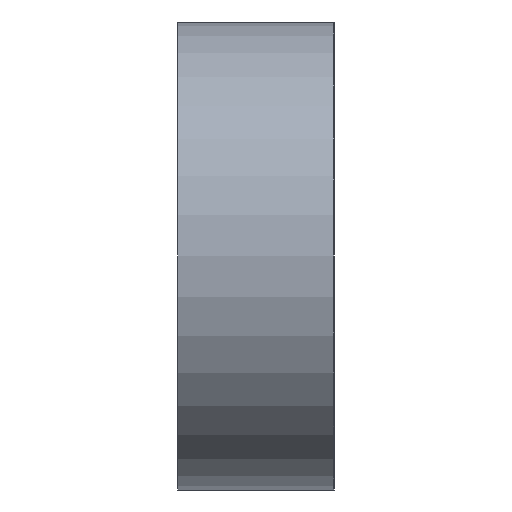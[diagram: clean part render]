
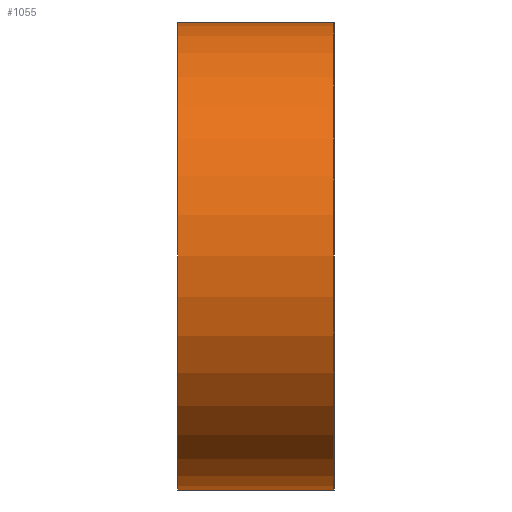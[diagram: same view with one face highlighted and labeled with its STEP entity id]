
A CAD part, left-side view. The second image highlights one B-rep face of the part: STEP entity #1055.
In plain terms, the highlighted cylindrical face has radius 4.763 mm (diameter 9.525 mm), a partial arc.
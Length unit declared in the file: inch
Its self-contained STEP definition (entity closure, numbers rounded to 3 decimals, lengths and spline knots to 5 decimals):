
#23 = CARTESIAN_POINT ( 'NONE',  ( -2.695, 0., 0. ) ) ;
#52 = CARTESIAN_POINT ( 'NONE',  ( -2.695, 0., -0.1875 ) ) ;
#90 = CARTESIAN_POINT ( 'NONE',  ( -2.695, 0.125, -0.1875 ) ) ;
#101 = LINE ( 'NONE', #1176, #1171 ) ;
#168 = ORIENTED_EDGE ( 'NONE', *, *, #210, .T. ) ;
#210 = EDGE_CURVE ( 'NONE', #1259, #442, #734, .T. ) ;
#216 = ORIENTED_EDGE ( 'NONE', *, *, #225, .F. ) ;
#225 = EDGE_CURVE ( 'NONE', #810, #442, #454, .T. ) ;
#233 = EDGE_CURVE ( 'NONE', #562, #810, #675, .T. ) ;
#238 = EDGE_CURVE ( 'NONE', #562, #1259, #101, .T. ) ;
#290 = CARTESIAN_POINT ( 'NONE',  ( -2.695, 0., 0.1875 ) ) ;
#354 = ORIENTED_EDGE ( 'NONE', *, *, #233, .F. ) ;
#377 = CARTESIAN_POINT ( 'NONE',  ( -2.695, 0.125, 0. ) ) ;
#442 = VERTEX_POINT ( 'NONE', #290 ) ;
#454 = LINE ( 'NONE', #498, #1204 ) ;
#490 = DIRECTION ( 'NONE',  ( 0., -1., 0. ) ) ;
#498 = CARTESIAN_POINT ( 'NONE',  ( -2.695, 0.125, 0.1875 ) ) ;
#562 = VERTEX_POINT ( 'NONE', #90 ) ;
#596 = DIRECTION ( 'NONE',  ( 0., 1., 0. ) ) ;
#611 = DIRECTION ( 'NONE',  ( 0., 0., 1. ) ) ;
#664 = CYLINDRICAL_SURFACE ( 'NONE', #1122, 0.1875 ) ;
#675 = CIRCLE ( 'NONE', #908, 0.1875 ) ;
#724 = ORIENTED_EDGE ( 'NONE', *, *, #238, .T. ) ;
#734 = CIRCLE ( 'NONE', #970, 0.1875 ) ;
#810 = VERTEX_POINT ( 'NONE', #1151 ) ;
#884 = DIRECTION ( 'NONE',  ( 0., -1., 0. ) ) ;
#908 = AXIS2_PLACEMENT_3D ( 'NONE', #1169, #1290, #1273 ) ;
#967 = DIRECTION ( 'NONE',  ( 0., 0., -1. ) ) ;
#970 = AXIS2_PLACEMENT_3D ( 'NONE', #23, #596, #611 ) ;
#1055 = ADVANCED_FACE ( 'NONE', ( #1193 ), #664, .T. ) ;
#1114 = EDGE_LOOP ( 'NONE', ( #168, #216, #354, #724 ) ) ;
#1122 = AXIS2_PLACEMENT_3D ( 'NONE', #377, #490, #967 ) ;
#1151 = CARTESIAN_POINT ( 'NONE',  ( -2.695, 0.125, 0.1875 ) ) ;
#1169 = CARTESIAN_POINT ( 'NONE',  ( -2.695, 0.125, 0. ) ) ;
#1171 = VECTOR ( 'NONE', #1282, 39.37008 ) ;
#1176 = CARTESIAN_POINT ( 'NONE',  ( -2.695, 0.125, -0.1875 ) ) ;
#1193 = FACE_OUTER_BOUND ( 'NONE', #1114, .T. ) ;
#1204 = VECTOR ( 'NONE', #884, 39.37008 ) ;
#1259 = VERTEX_POINT ( 'NONE', #52 ) ;
#1273 = DIRECTION ( 'NONE',  ( 0., 0., 1. ) ) ;
#1282 = DIRECTION ( 'NONE',  ( 0., -1., 0. ) ) ;
#1290 = DIRECTION ( 'NONE',  ( 0., 1., 0. ) ) ;
